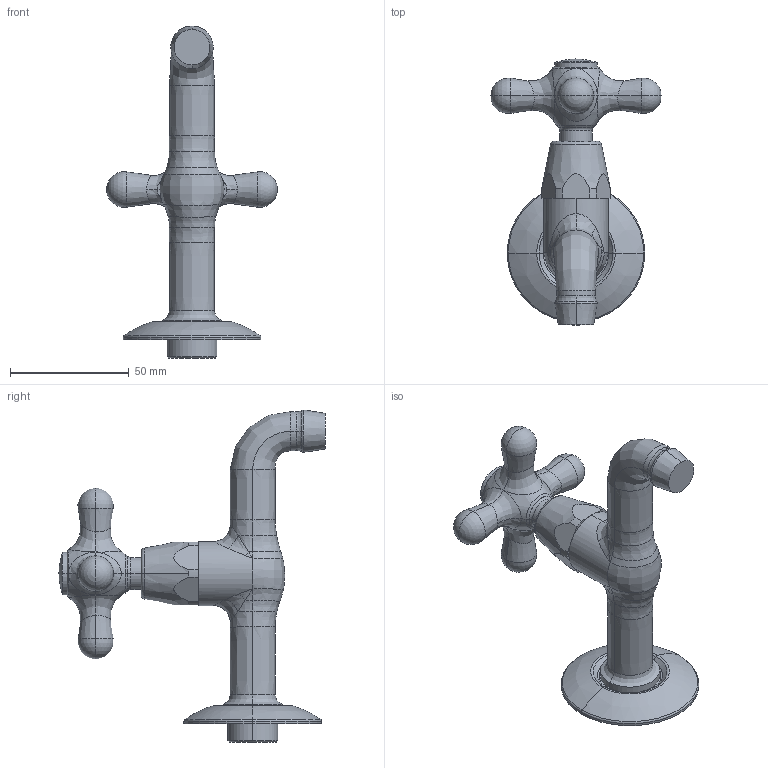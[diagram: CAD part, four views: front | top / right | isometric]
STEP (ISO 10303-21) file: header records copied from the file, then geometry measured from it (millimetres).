
FILE_DESCRIPTION((''),'2;1');
FILE_NAME('IRV209CR','2021-11-10T17:17:26',('ut3'),('PAFFONI SpA'),'CREO PARAMETRIC BY PTC INC, 2020044','CREO PARAMETRIC BY PTC INC, 2020044','');
FILE_SCHEMA(('CONFIG_CONTROL_DESIGN','SHAPE_APPEARANCE_LAYERS_GROUPS'));
Length unit declared in the file: millimetre
Products named in the file (1): IRV209CR
Bounding box: 72 x 112.2 x 139.92 mm (x, y, z)
Volume: 104946.9 mm3; surface area: 24049.5 mm2
Topology: 1 solids, 1 shells, 154 faces, 344 edges, 186 vertices
Faces by surface type: bspline 72, plane 24, cone 20, cylinder 18, torus 12, sphere 8
Entity records: 10015 total; most frequent: CARTESIAN_POINT 5891, ORIENTED_EDGE 668, DIRECTION 548, EDGE_CURVE 334, AXIS2_PLACEMENT_3D 236, VERTEX_POINT 186, EDGE_LOOP 158, FILL_AREA_STYLE_COLOUR 156
